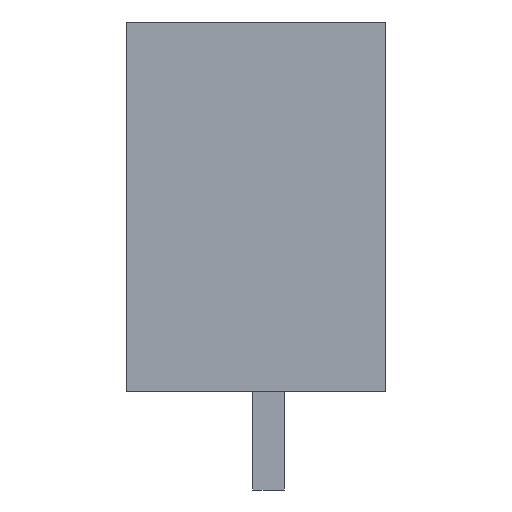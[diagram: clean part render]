
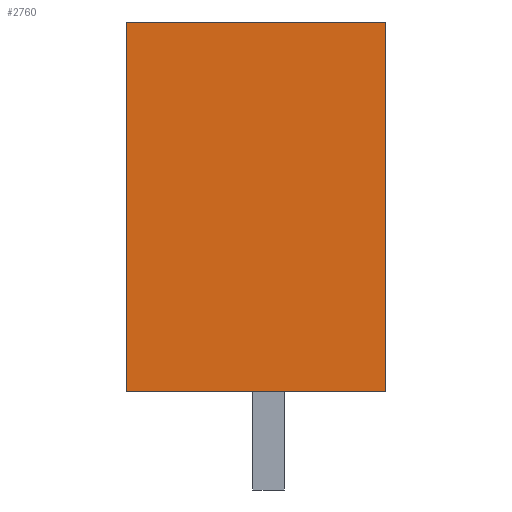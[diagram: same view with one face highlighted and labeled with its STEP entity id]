
A CAD part, left-side view. The second image highlights one B-rep face of the part: STEP entity #2760.
In plain terms, the highlighted planar face has unit normal (-1, 0, 0).
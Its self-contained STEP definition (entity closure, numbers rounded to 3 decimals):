
#2740=AXIS2_PLACEMENT_3D('Plane Axis2P3D',#2737,#2738,#2739) ;
#1035=CARTESIAN_POINT('Vertex',(0.,0.,3.2)) ;
#1038=CARTESIAN_POINT('Line Origine',(0.,4.215,3.2)) ;
#1042=CARTESIAN_POINT('Vertex',(0.,8.43,3.2)) ;
#2573=CARTESIAN_POINT('Line Origine',(0.,0.,9.2)) ;
#2577=CARTESIAN_POINT('Vertex',(0.,0.,15.2)) ;
#2737=CARTESIAN_POINT('Axis2P3D Location',(0.,8.43,15.2)) ;
#2742=CARTESIAN_POINT('Line Origine',(0.,4.215,15.2)) ;
#2746=CARTESIAN_POINT('Vertex',(0.,8.43,15.2)) ;
#2749=CARTESIAN_POINT('Line Origine',(0.,8.43,9.2)) ;
#1039=DIRECTION('Vector Direction',(0.,-1.,0.)) ;
#2574=DIRECTION('Vector Direction',(0.,0.,-1.)) ;
#2738=DIRECTION('Axis2P3D Direction',(-1.,0.,0.)) ;
#2739=DIRECTION('Axis2P3D XDirection',(0.,0.,1.)) ;
#2743=DIRECTION('Vector Direction',(0.,-1.,0.)) ;
#2750=DIRECTION('Vector Direction',(0.,0.,-1.)) ;
#1040=VECTOR('Line Direction',#1039,1.) ;
#2575=VECTOR('Line Direction',#2574,1.) ;
#2744=VECTOR('Line Direction',#2743,1.) ;
#2751=VECTOR('Line Direction',#2750,1.) ;
#2755=ORIENTED_EDGE('',*,*,#2748,.F.) ;
#2756=ORIENTED_EDGE('',*,*,#2753,.T.) ;
#2757=ORIENTED_EDGE('',*,*,#1044,.T.) ;
#2758=ORIENTED_EDGE('',*,*,#2579,.F.) ;
#2760=ADVANCED_FACE('HOUSING',(#2759),#2741,.T.) ;
#1044=EDGE_CURVE('',#1043,#1036,#1041,.T.) ;
#2579=EDGE_CURVE('',#2578,#1036,#2576,.T.) ;
#2748=EDGE_CURVE('',#2747,#2578,#2745,.T.) ;
#2753=EDGE_CURVE('',#2747,#1043,#2752,.T.) ;
#2754=EDGE_LOOP('',(#2755,#2756,#2757,#2758)) ;
#2759=FACE_OUTER_BOUND('',#2754,.T.) ;
#1041=LINE('Line',#1038,#1040) ;
#2576=LINE('Line',#2573,#2575) ;
#2745=LINE('Line',#2742,#2744) ;
#2752=LINE('Line',#2749,#2751) ;
#2741=PLANE('',#2740) ;
#1036=VERTEX_POINT('',#1035) ;
#1043=VERTEX_POINT('',#1042) ;
#2578=VERTEX_POINT('',#2577) ;
#2747=VERTEX_POINT('',#2746) ;
